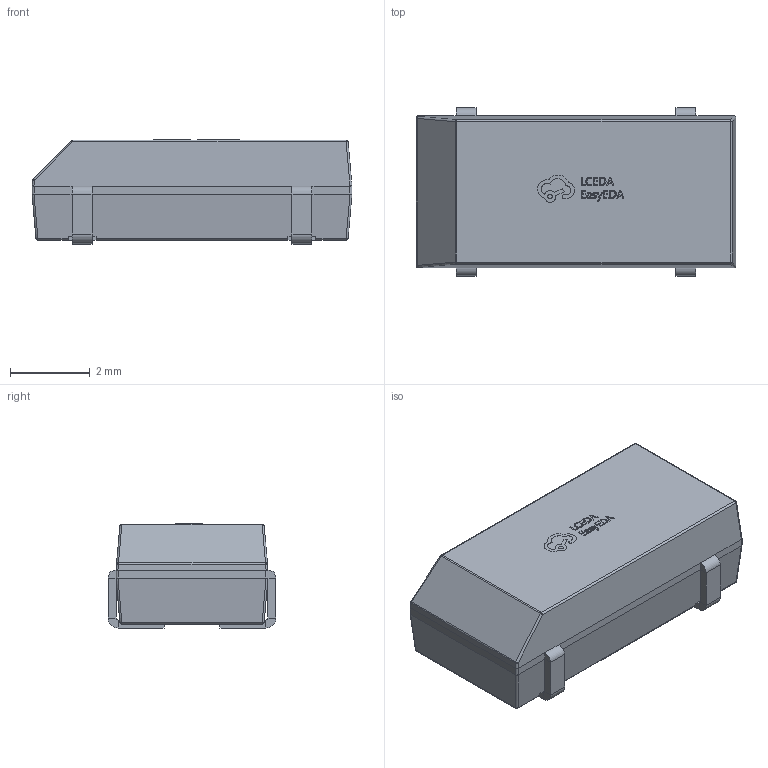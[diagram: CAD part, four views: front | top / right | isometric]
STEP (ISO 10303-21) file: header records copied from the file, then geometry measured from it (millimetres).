
FILE_DESCRIPTION (( 'STEP AP214' ), '1' );
FILE_NAME ('OSC-SMD_L8.0-W4.5-H2.5-P5.5.step', '2022-07-07T03:32:21', ( '' ), ( '' ), 'SwSTEP 2.0', 'SolidWorks 2020', '' );
FILE_SCHEMA (( 'AUTOMOTIVE_DESIGN' ));
Length unit declared in the file: millimetre
Products named in the file (1): OSC-SMD_L8.0-W4.5-H2.5-P5.5
Bounding box: 8 x 4.2 x 2.6 mm (x, y, z)
Volume: 72.4 mm3; surface area: 121.7 mm2
Topology: 1 solids, 1 shells, 360 faces, 939 edges, 592 vertices
Faces by surface type: plane 213, bspline 98, cylinder 39, sphere 10
Entity records: 15351 total; most frequent: CARTESIAN_POINT 3222, ORIENTED_EDGE 1878, DIRECTION 1319, EDGE_CURVE 939, VECTOR 669, LINE 669, VERTEX_POINT 592, EDGE_LOOP 379
